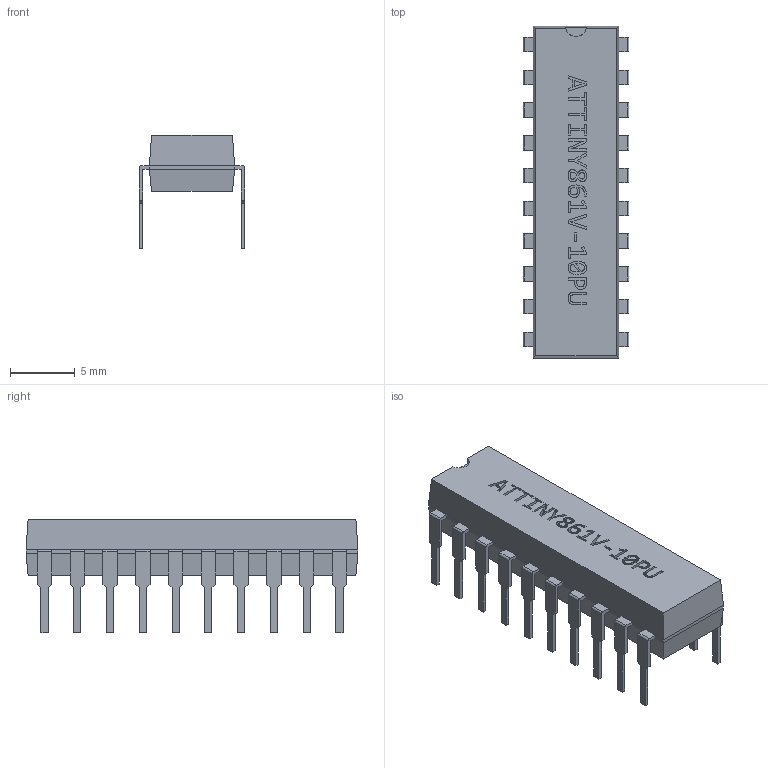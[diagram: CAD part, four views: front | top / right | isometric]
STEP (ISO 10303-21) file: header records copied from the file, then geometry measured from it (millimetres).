
FILE_DESCRIPTION(('FreeCAD Model'),'2;1');
FILE_NAME('166290.1.1.stp','2017-08-20T17:26:53',( 'FreeCAD'),('FreeCAD'),'Open CASCADE STEP processor 6.8','FreeCAD', 'Unknown');
FILE_SCHEMA(('AUTOMOTIVE_DESIGN_CC2 { 1 2 10303 214 -1 1 5 4 }'));
Length unit declared in the file: millimetre
Products named in the file (33): Open CASCADE STEP translator 6.8 1; Open CASCADE STEP translator 6.8 1.1; Open CASCADE STEP translator 6.8 1.2; Open CASCADE STEP translator 6.8 1.2.1; Open CASCADE STEP translator 6.8 1.2.1.1; Open CASCADE STEP translator 6.8 1.2.1.2; Open CASCADE STEP translator 6.8 1.2.2; Open CASCADE STEP translator 6.8 1.2.2.1; Open CASCADE STEP translator 6.8 1.2.2.2; Open CASCADE STEP translator 6.8 1.2.3; Open CASCADE STEP translator 6.8 1.2.3.1; Open CASCADE STEP translator 6.8 1.2.3.2; Open CASCADE STEP translator 6.8 1.2.4; Open CASCADE STEP translator 6.8 1.2.4.1; Open CASCADE STEP translator 6.8 1.2.4.2; Open CASCADE STEP translator 6.8 1.2.5; Open CASCADE STEP translator 6.8 1.2.5.1; Open CASCADE STEP translator 6.8 1.2.5.2; Open CASCADE STEP translator 6.8 1.2.6; Open CASCADE STEP translator 6.8 1.2.6.1; Open CASCADE STEP translator 6.8 1.2.6.2; Open CASCADE STEP translator 6.8 1.2.7; Open CASCADE STEP translator 6.8 1.2.7.1; Open CASCADE STEP translator 6.8 1.2.7.2; Open CASCADE STEP translator 6.8 1.2.8; Open CASCADE STEP translator 6.8 1.2.8.1; Open CASCADE STEP translator 6.8 1.2.8.2; Open CASCADE STEP translator 6.8 1.2.9; Open CASCADE STEP translator 6.8 1.2.9.1; Open CASCADE STEP translator 6.8 1.2.9.2; Open CASCADE STEP translator 6.8 1.2.10; Open CASCADE STEP translator 6.8 1.2.10.1; Open CASCADE STEP translator 6.8 1.2.10.2
Assembly tree (32 placements, depth 4):
  Open CASCADE STEP translator 6.8 1
    Open CASCADE STEP translator 6.8 1.1
    Open CASCADE STEP translator 6.8 1.2
      Open CASCADE STEP translator 6.8 1.2.1
        Open CASCADE STEP translator 6.8 1.2.1.1
        Open CASCADE STEP translator 6.8 1.2.1.2
      Open CASCADE STEP translator 6.8 1.2.2
        Open CASCADE STEP translator 6.8 1.2.2.1
        Open CASCADE STEP translator 6.8 1.2.2.2
      Open CASCADE STEP translator 6.8 1.2.3
        Open CASCADE STEP translator 6.8 1.2.3.1
        Open CASCADE STEP translator 6.8 1.2.3.2
      Open CASCADE STEP translator 6.8 1.2.4
        Open CASCADE STEP translator 6.8 1.2.4.1
        Open CASCADE STEP translator 6.8 1.2.4.2
      Open CASCADE STEP translator 6.8 1.2.5
        Open CASCADE STEP translator 6.8 1.2.5.1
        Open CASCADE STEP translator 6.8 1.2.5.2
      Open CASCADE STEP translator 6.8 1.2.6
        Open CASCADE STEP translator 6.8 1.2.6.1
        Open CASCADE STEP translator 6.8 1.2.6.2
      Open CASCADE STEP translator 6.8 1.2.7
        Open CASCADE STEP translator 6.8 1.2.7.1
        Open CASCADE STEP translator 6.8 1.2.7.2
      Open CASCADE STEP translator 6.8 1.2.8
        Open CASCADE STEP translator 6.8 1.2.8.1
        Open CASCADE STEP translator 6.8 1.2.8.2
      Open CASCADE STEP translator 6.8 1.2.9
        Open CASCADE STEP translator 6.8 1.2.9.1
        Open CASCADE STEP translator 6.8 1.2.9.2
      Open CASCADE STEP translator 6.8 1.2.10
        Open CASCADE STEP translator 6.8 1.2.10.1
        Open CASCADE STEP translator 6.8 1.2.10.2
Bounding box: 8.22 x 25.74 x 8.83 mm (x, y, z)
Volume: 749.2 mm3; surface area: 966.2 mm2
Topology: 21 solids, 21 shells, 571 faces, 1513 edges, 1006 vertices
Faces by surface type: plane 396, extrusion 154, cylinder 21
Entity records: 37940 total; most frequent: CARTESIAN_POINT 7827, DIRECTION 4997, VECTOR 3985, LINE 3831, ORIENTED_EDGE 3026, PCURVE 3026, DEFINITIONAL_REPRESENTATION 3026, EDGE_CURVE 1513
